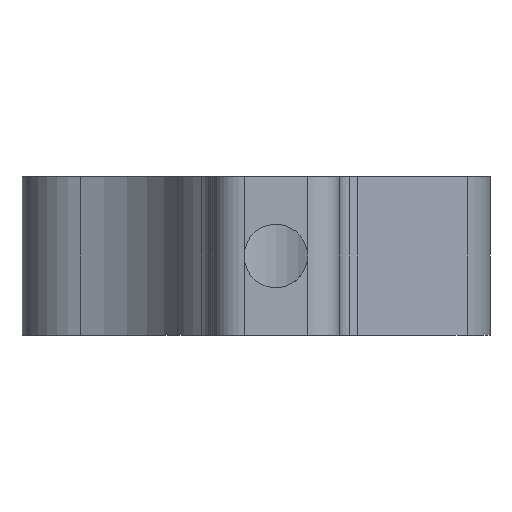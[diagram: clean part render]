
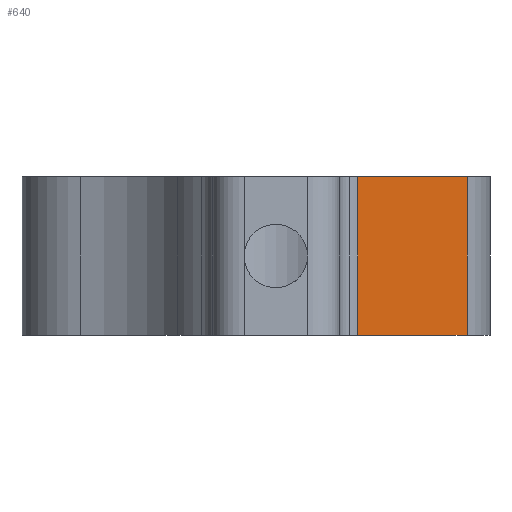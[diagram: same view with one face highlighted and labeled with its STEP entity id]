
A CAD part, front view. The second image highlights one B-rep face of the part: STEP entity #640.
In plain terms, the highlighted planar face has unit normal (0.737, -0.676, 0).
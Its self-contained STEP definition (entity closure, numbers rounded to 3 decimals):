
#55 = DIRECTION ( 'NONE',  ( 0., 0., -1. ) ) ;
#58 = EDGE_CURVE ( 'NONE', #1565, #928, #1138, .T. ) ;
#89 = LINE ( 'NONE', #1978, #1242 ) ;
#99 = DIRECTION ( 'NONE',  ( 0., 0., -1. ) ) ;
#107 = CARTESIAN_POINT ( 'NONE',  ( 5.158, -29.733, 0. ) ) ;
#117 = FACE_OUTER_BOUND ( 'NONE', #163, .T. ) ;
#163 = EDGE_LOOP ( 'NONE', ( #251, #1013, #1082, #708 ) ) ;
#226 = CARTESIAN_POINT ( 'NONE',  ( 12.053, -22.218, 10. ) ) ;
#251 = ORIENTED_EDGE ( 'NONE', *, *, #671, .T. ) ;
#358 = EDGE_CURVE ( 'NONE', #1802, #1565, #1667, .T. ) ;
#436 = CARTESIAN_POINT ( 'NONE',  ( 17.612, -16.16, 10. ) ) ;
#545 = CARTESIAN_POINT ( 'NONE',  ( 5.158, -29.733, 10. ) ) ;
#632 = VERTEX_POINT ( 'NONE', #107 ) ;
#640 = ADVANCED_FACE ( 'NONE', ( #117 ), #866, .F. ) ;
#671 = EDGE_CURVE ( 'NONE', #632, #928, #89, .T. ) ;
#707 = EDGE_CURVE ( 'NONE', #1802, #632, #1353, .T. ) ;
#708 = ORIENTED_EDGE ( 'NONE', *, *, #707, .T. ) ;
#760 = CARTESIAN_POINT ( 'NONE',  ( 5.158, -29.733, 10. ) ) ;
#866 = PLANE ( 'NONE',  #1206 ) ;
#928 = VERTEX_POINT ( 'NONE', #1616 ) ;
#1013 = ORIENTED_EDGE ( 'NONE', *, *, #58, .F. ) ;
#1050 = DIRECTION ( 'NONE',  ( 0.676, 0.737, 0. ) ) ;
#1075 = VECTOR ( 'NONE', #99, 1000. ) ;
#1082 = ORIENTED_EDGE ( 'NONE', *, *, #358, .F. ) ;
#1094 = CARTESIAN_POINT ( 'NONE',  ( 12.053, -22.218, 10. ) ) ;
#1138 = LINE ( 'NONE', #1094, #1383 ) ;
#1206 = AXIS2_PLACEMENT_3D ( 'NONE', #1323, #1964, #1824 ) ;
#1242 = VECTOR ( 'NONE', #1944, 1000. ) ;
#1323 = CARTESIAN_POINT ( 'NONE',  ( 17.612, -16.16, 10. ) ) ;
#1353 = LINE ( 'NONE', #545, #1075 ) ;
#1383 = VECTOR ( 'NONE', #55, 1000. ) ;
#1475 = VECTOR ( 'NONE', #1050, 1000. ) ;
#1565 = VERTEX_POINT ( 'NONE', #226 ) ;
#1616 = CARTESIAN_POINT ( 'NONE',  ( 12.053, -22.218, 0. ) ) ;
#1667 = LINE ( 'NONE', #436, #1475 ) ;
#1802 = VERTEX_POINT ( 'NONE', #760 ) ;
#1824 = DIRECTION ( 'NONE',  ( -0.676, -0.737, 0. ) ) ;
#1944 = DIRECTION ( 'NONE',  ( 0.676, 0.737, 0. ) ) ;
#1964 = DIRECTION ( 'NONE',  ( -0.737, 0.676, 0. ) ) ;
#1978 = CARTESIAN_POINT ( 'NONE',  ( 17.612, -16.16, 0. ) ) ;
